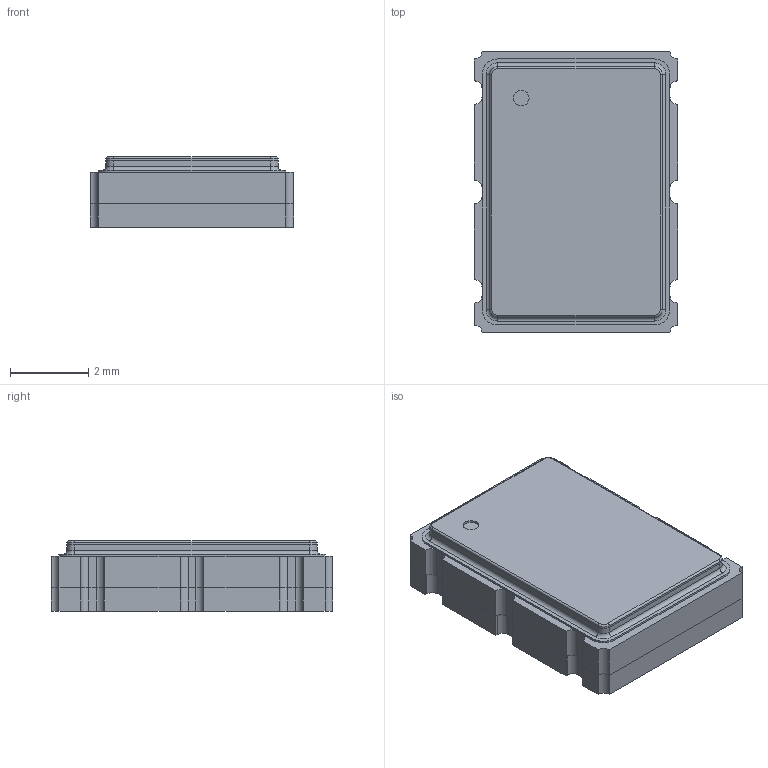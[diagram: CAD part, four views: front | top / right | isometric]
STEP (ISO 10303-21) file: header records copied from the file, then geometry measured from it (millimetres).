
FILE_DESCRIPTION(/* description */ (''),/* implementation_level */ '2;1');
FILE_NAME(/* name */ 'OSC_CRYSTEK_CCLD-033.stp',/* time_stamp */ '2017-02-23T16:15:43+01:00',/* author */ ('jchouvet'),/* organization */ (''),/* preprocessor_version */ 'ST-DEVELOPER v16.1',/* originating_system */ 'AutoCAD Mechanical',/* authorisation */ '');
FILE_SCHEMA (('AUTOMOTIVE_DESIGN { 1 0 10303 214 3 1 1 }'));
Length unit declared in the file: millimetre
Products named in the file (1): Product
Bounding box: 5.2 x 7.2 x 1.8 mm (x, y, z)
Volume: 62.8 mm3; surface area: 344.9 mm2
Topology: 11 solids, 11 shells, 202 faces, 518 edges, 340 vertices
Faces by surface type: plane 140, cylinder 54, torus 8
Full cylindrical faces by diameter (mm): 0.4 x2
Entity records: 6130 total; most frequent: CARTESIAN_POINT 1059, DIRECTION 1038, ORIENTED_EDGE 1032, EDGE_CURVE 516, LINE 400, VECTOR 400, VERTEX_POINT 340, AXIS2_PLACEMENT_3D 319
